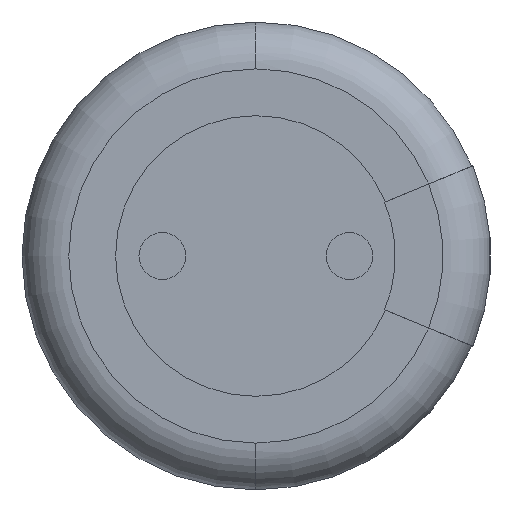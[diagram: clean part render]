
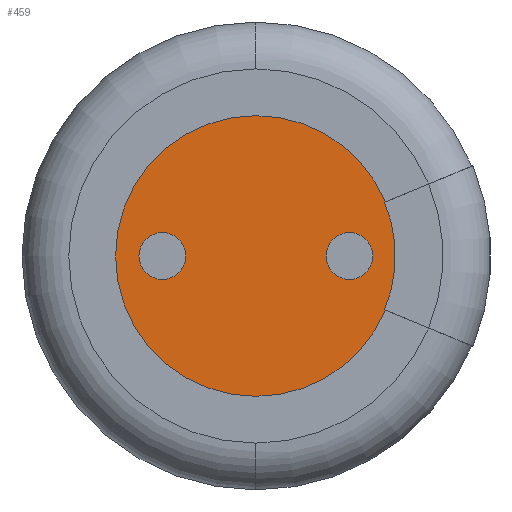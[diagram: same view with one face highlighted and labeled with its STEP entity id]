
A CAD part, front view. The second image highlights one B-rep face of the part: STEP entity #459.
In plain terms, the highlighted planar face has unit normal (0, -1, 0).
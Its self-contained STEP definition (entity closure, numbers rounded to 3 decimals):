
#113 = EDGE_CURVE ( 'NONE', #1654, #912, #2202, .T. ) ;
#139 = DIRECTION ( 'NONE',  ( 0., 0., 1. ) ) ;
#192 = CIRCLE ( 'NONE', #2022, 0.25 ) ;
#200 = CARTESIAN_POINT ( 'NONE',  ( 1., 0.3, -0.25 ) ) ;
#203 = CIRCLE ( 'NONE', #592, 0.25 ) ;
#213 = VERTEX_POINT ( 'NONE', #405 ) ;
#219 = AXIS2_PLACEMENT_3D ( 'NONE', #2200, #1169, #139 ) ;
#282 = ORIENTED_EDGE ( 'NONE', *, *, #931, .T. ) ;
#294 = EDGE_CURVE ( 'NONE', #1359, #912, #1673, .T. ) ;
#329 = ORIENTED_EDGE ( 'NONE', *, *, #113, .F. ) ;
#384 = CARTESIAN_POINT ( 'NONE',  ( -0.001, 0.3, 0.004 ) ) ;
#405 = CARTESIAN_POINT ( 'NONE',  ( 0., 0.3, -1.5 ) ) ;
#430 = CIRCLE ( 'NONE', #219, 0.25 ) ;
#459 = ADVANCED_FACE ( 'NONE', ( #1049, #584, #1956 ), #1867, .T. ) ;
#460 = DIRECTION ( 'NONE',  ( 0., -1., 0. ) ) ;
#467 = CARTESIAN_POINT ( 'NONE',  ( 1.384, 0.3, -0.578 ) ) ;
#476 = DIRECTION ( 'NONE',  ( 0., -1., 0. ) ) ;
#491 = AXIS2_PLACEMENT_3D ( 'NONE', #683, #1877, #864 ) ;
#499 = ORIENTED_EDGE ( 'NONE', *, *, #952, .F. ) ;
#584 = FACE_BOUND ( 'NONE', #596, .T. ) ;
#592 = AXIS2_PLACEMENT_3D ( 'NONE', #1483, #460, #1653 ) ;
#596 = EDGE_LOOP ( 'NONE', ( #499, #1773 ) ) ;
#678 = CIRCLE ( 'NONE', #1953, 1.5 ) ;
#683 = CARTESIAN_POINT ( 'NONE',  ( 0., 0.3, 0. ) ) ;
#685 = AXIS2_PLACEMENT_3D ( 'NONE', #1725, #706, #1896 ) ;
#706 = DIRECTION ( 'NONE',  ( 0., -1., 0. ) ) ;
#720 = EDGE_CURVE ( 'NONE', #799, #213, #1125, .T. ) ;
#769 = DIRECTION ( 'NONE',  ( 0., -1., 0. ) ) ;
#799 = VERTEX_POINT ( 'NONE', #1409 ) ;
#864 = DIRECTION ( 'NONE',  ( 0., 0., -1. ) ) ;
#888 = DIRECTION ( 'NONE',  ( 0., -1., 0. ) ) ;
#912 = VERTEX_POINT ( 'NONE', #933 ) ;
#931 = EDGE_CURVE ( 'NONE', #1654, #799, #2193, .T. ) ;
#933 = CARTESIAN_POINT ( 'NONE',  ( 1.376, 0.3, 0.574 ) ) ;
#952 = EDGE_CURVE ( 'NONE', #1606, #1299, #203, .T. ) ;
#966 = DIRECTION ( 'NONE',  ( 0., -1., 0. ) ) ;
#992 = CARTESIAN_POINT ( 'NONE',  ( 0., 0.3, 0. ) ) ;
#995 = ORIENTED_EDGE ( 'NONE', *, *, #720, .T. ) ;
#1009 = VERTEX_POINT ( 'NONE', #1165 ) ;
#1049 = FACE_OUTER_BOUND ( 'NONE', #1464, .T. ) ;
#1125 = CIRCLE ( 'NONE', #685, 1.5 ) ;
#1165 = CARTESIAN_POINT ( 'NONE',  ( 1., 0.3, 0.25 ) ) ;
#1167 = DIRECTION ( 'NONE',  ( 0., 0., -1. ) ) ;
#1169 = DIRECTION ( 'NONE',  ( 0., -1., 0. ) ) ;
#1247 = ORIENTED_EDGE ( 'NONE', *, *, #1901, .F. ) ;
#1299 = VERTEX_POINT ( 'NONE', #2140 ) ;
#1328 = CARTESIAN_POINT ( 'NONE',  ( 1.376, 0.3, -0.574 ) ) ;
#1359 = VERTEX_POINT ( 'NONE', #1328 ) ;
#1388 = AXIS2_PLACEMENT_3D ( 'NONE', #1989, #966, #2167 ) ;
#1405 = LINE ( 'NONE', #2007, #2212 ) ;
#1409 = CARTESIAN_POINT ( 'NONE',  ( 0., 0.3, 1.5 ) ) ;
#1464 = EDGE_LOOP ( 'NONE', ( #329, #282, #995, #1950, #1900, #1562 ) ) ;
#1483 = CARTESIAN_POINT ( 'NONE',  ( -1., 0.3, 0. ) ) ;
#1503 = CARTESIAN_POINT ( 'NONE',  ( 1., 0.3, 0. ) ) ;
#1549 = ORIENTED_EDGE ( 'NONE', *, *, #1761, .F. ) ;
#1562 = ORIENTED_EDGE ( 'NONE', *, *, #294, .T. ) ;
#1574 = EDGE_LOOP ( 'NONE', ( #1549, #1247 ) ) ;
#1593 = DIRECTION ( 'NONE',  ( -0.924, 0., -0.383 ) ) ;
#1606 = VERTEX_POINT ( 'NONE', #1619 ) ;
#1619 = CARTESIAN_POINT ( 'NONE',  ( -1., 0.3, 0.25 ) ) ;
#1653 = DIRECTION ( 'NONE',  ( 0., 0., -1. ) ) ;
#1654 = VERTEX_POINT ( 'NONE', #2168 ) ;
#1668 = DIRECTION ( 'NONE',  ( 0., 0., 1. ) ) ;
#1673 = CIRCLE ( 'NONE', #1388, 1.5 ) ;
#1683 = VECTOR ( 'NONE', #1593, 1000. ) ;
#1725 = CARTESIAN_POINT ( 'NONE',  ( 0., 0.3, 0. ) ) ;
#1734 = EDGE_CURVE ( 'NONE', #1881, #1359, #1405, .T. ) ;
#1761 = EDGE_CURVE ( 'NONE', #1009, #2149, #430, .T. ) ;
#1773 = ORIENTED_EDGE ( 'NONE', *, *, #2123, .F. ) ;
#1792 = CARTESIAN_POINT ( 'NONE',  ( 0., 0.3, 0. ) ) ;
#1832 = AXIS2_PLACEMENT_3D ( 'NONE', #1503, #476, #1668 ) ;
#1867 = PLANE ( 'NONE',  #491 ) ;
#1877 = DIRECTION ( 'NONE',  ( 0., -1., 0. ) ) ;
#1881 = VERTEX_POINT ( 'NONE', #467 ) ;
#1896 = DIRECTION ( 'NONE',  ( 0., 0., -1. ) ) ;
#1900 = ORIENTED_EDGE ( 'NONE', *, *, #1734, .T. ) ;
#1901 = EDGE_CURVE ( 'NONE', #2149, #1009, #2043, .T. ) ;
#1904 = CARTESIAN_POINT ( 'NONE',  ( -1., 0.3, 0. ) ) ;
#1935 = EDGE_CURVE ( 'NONE', #213, #1881, #678, .T. ) ;
#1950 = ORIENTED_EDGE ( 'NONE', *, *, #1935, .T. ) ;
#1953 = AXIS2_PLACEMENT_3D ( 'NONE', #992, #2198, #1167 ) ;
#1956 = FACE_BOUND ( 'NONE', #1574, .T. ) ;
#1962 = DIRECTION ( 'NONE',  ( 0., 0., -1. ) ) ;
#1989 = CARTESIAN_POINT ( 'NONE',  ( -0.01, 0.3, 0. ) ) ;
#2007 = CARTESIAN_POINT ( 'NONE',  ( -0.001, 0.3, -0.004 ) ) ;
#2016 = AXIS2_PLACEMENT_3D ( 'NONE', #1792, #769, #1962 ) ;
#2022 = AXIS2_PLACEMENT_3D ( 'NONE', #1904, #888, #2080 ) ;
#2043 = CIRCLE ( 'NONE', #1832, 0.25 ) ;
#2080 = DIRECTION ( 'NONE',  ( 0., 0., -1. ) ) ;
#2123 = EDGE_CURVE ( 'NONE', #1299, #1606, #192, .T. ) ;
#2140 = CARTESIAN_POINT ( 'NONE',  ( -1., 0.3, -0.25 ) ) ;
#2149 = VERTEX_POINT ( 'NONE', #200 ) ;
#2167 = DIRECTION ( 'NONE',  ( 0., 0., -1. ) ) ;
#2168 = CARTESIAN_POINT ( 'NONE',  ( 1.384, 0.3, 0.578 ) ) ;
#2184 = DIRECTION ( 'NONE',  ( -0.924, 0., 0.383 ) ) ;
#2193 = CIRCLE ( 'NONE', #2016, 1.5 ) ;
#2198 = DIRECTION ( 'NONE',  ( 0., -1., 0. ) ) ;
#2200 = CARTESIAN_POINT ( 'NONE',  ( 1., 0.3, 0. ) ) ;
#2202 = LINE ( 'NONE', #384, #1683 ) ;
#2212 = VECTOR ( 'NONE', #2184, 1000. ) ;
